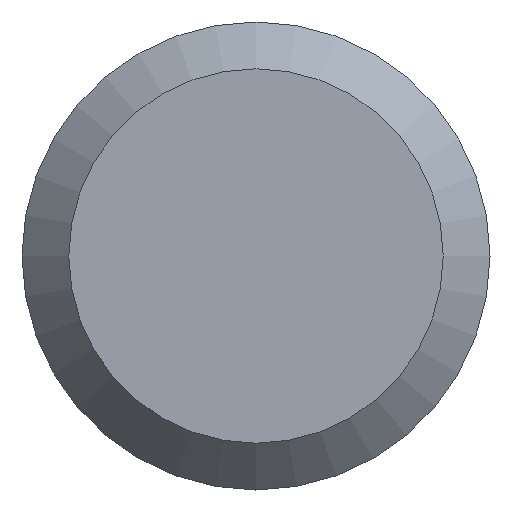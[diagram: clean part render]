
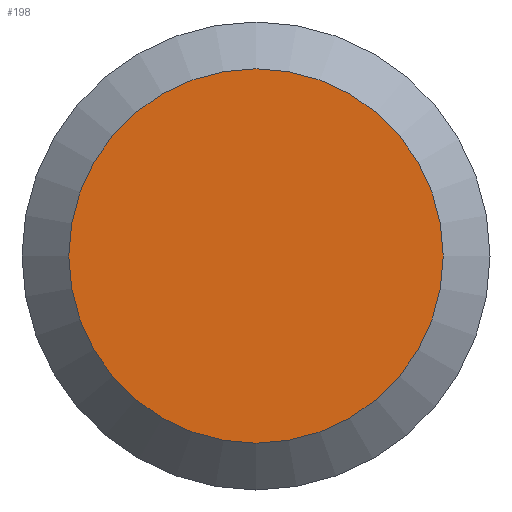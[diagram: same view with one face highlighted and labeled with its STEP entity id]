
A CAD part, left-side view. The second image highlights one B-rep face of the part: STEP entity #198.
In plain terms, the highlighted planar face has unit normal (-1, 0, 0).
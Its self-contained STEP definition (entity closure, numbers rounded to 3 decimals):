
#11 = DIRECTION ( 'NONE',  ( 0., 0., -1. ) ) ;
#17 = EDGE_CURVE ( 'NONE', #187, #187, #189, .T. ) ;
#48 = CARTESIAN_POINT ( 'NONE',  ( 0., 2.15, 0. ) ) ;
#83 = PLANE ( 'NONE',  #127 ) ;
#99 = AXIS2_PLACEMENT_3D ( 'NONE', #172, #175, #166 ) ;
#101 = CARTESIAN_POINT ( 'NONE',  ( 0., 0., -1.72 ) ) ;
#113 = DIRECTION ( 'NONE',  ( 1., 0., 0. ) ) ;
#125 = ORIENTED_EDGE ( 'NONE', *, *, #17, .T. ) ;
#127 = AXIS2_PLACEMENT_3D ( 'NONE', #48, #113, #11 ) ;
#162 = EDGE_LOOP ( 'NONE', ( #125 ) ) ;
#166 = DIRECTION ( 'NONE',  ( 0., 0., -1. ) ) ;
#172 = CARTESIAN_POINT ( 'NONE',  ( 0., 0., 0. ) ) ;
#175 = DIRECTION ( 'NONE',  ( -1., 0., 0. ) ) ;
#183 = FACE_OUTER_BOUND ( 'NONE', #162, .T. ) ;
#187 = VERTEX_POINT ( 'NONE', #101 ) ;
#189 = CIRCLE ( 'NONE', #99, 1.72 ) ;
#198 = ADVANCED_FACE ( 'NONE', ( #183 ), #83, .F. ) ;
